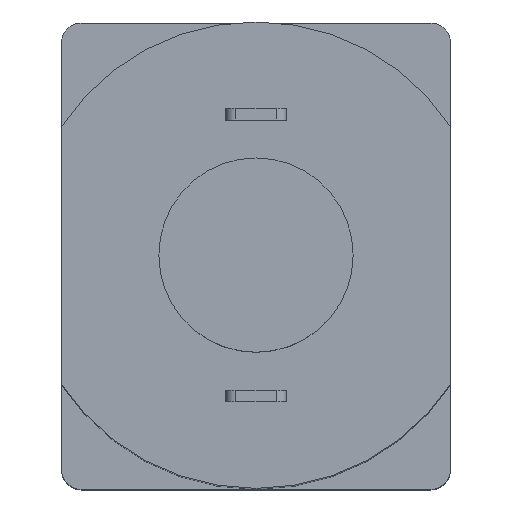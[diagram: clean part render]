
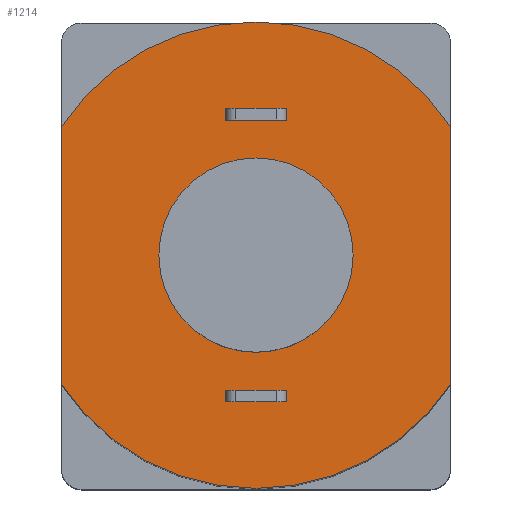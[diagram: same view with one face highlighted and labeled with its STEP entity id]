
A CAD part, top view. The second image highlights one B-rep face of the part: STEP entity #1214.
In plain terms, the highlighted planar face has unit normal (0, 0, 1).
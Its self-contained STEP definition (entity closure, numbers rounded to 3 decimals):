
#47=FACE_BOUND($,#241,.T.);
#48=FACE_BOUND($,#242,.T.);
#49=FACE_BOUND($,#243,.T.);
#50=FACE_BOUND($,#244,.T.);
#86=PLANE($,#1344);
#241=EDGE_LOOP($,(#1040,#1041,#1042,#1043));
#242=EDGE_LOOP($,(#1044,#1045,#1046,#1047));
#243=EDGE_LOOP($,(#1048));
#244=EDGE_LOOP($,(#1049,#1050,#1051,#1052));
#276=LINE($,#1798,#366);
#307=LINE($,#1937,#397);
#311=LINE($,#1948,#401);
#315=LINE($,#1958,#405);
#316=LINE($,#1963,#406);
#324=LINE($,#1987,#414);
#328=LINE($,#1999,#418);
#330=LINE($,#2004,#420);
#331=LINE($,#2007,#421);
#333=LINE($,#2020,#423);
#366=VECTOR($,#1446,6.633);
#397=VECTOR($,#1595,0.3);
#401=VECTOR($,#1605,1.55);
#405=VECTOR($,#1615,0.3);
#406=VECTOR($,#1622,1.55);
#414=VECTOR($,#1644,1.55);
#418=VECTOR($,#1656,1.55);
#420=VECTOR($,#1662,0.3);
#421=VECTOR($,#1667,0.3);
#423=VECTOR($,#1683,6.633);
#483=CIRCLE($,#1337,2.5);
#484=CIRCLE($,#1340,6.);
#485=CIRCLE($,#1343,6.);
#525=VERTEX_POINT($,#1795);
#526=VERTEX_POINT($,#1797);
#566=VERTEX_POINT($,#1934);
#567=VERTEX_POINT($,#1936);
#571=VERTEX_POINT($,#1946);
#574=VERTEX_POINT($,#1956);
#583=VERTEX_POINT($,#1984);
#584=VERTEX_POINT($,#1986);
#587=VERTEX_POINT($,#1996);
#588=VERTEX_POINT($,#1998);
#591=VERTEX_POINT($,#2011);
#592=VERTEX_POINT($,#2015);
#593=VERTEX_POINT($,#2019);
#645=EDGE_CURVE($,#526,#525,#276,.T.);
#705=EDGE_CURVE($,#567,#566,#307,.T.);
#711=EDGE_CURVE($,#566,#571,#311,.T.);
#716=EDGE_CURVE($,#571,#574,#315,.T.);
#718=EDGE_CURVE($,#574,#567,#316,.T.);
#729=EDGE_CURVE($,#584,#583,#324,.T.);
#735=EDGE_CURVE($,#588,#587,#328,.T.);
#738=EDGE_CURVE($,#587,#584,#330,.T.);
#739=EDGE_CURVE($,#583,#588,#331,.T.);
#741=EDGE_CURVE($,#591,#591,#483,.T.);
#742=EDGE_CURVE($,#592,#526,#484,.T.);
#744=EDGE_CURVE($,#593,#592,#333,.T.);
#746=EDGE_CURVE($,#525,#593,#485,.T.);
#1040=ORIENTED_EDGE($,*,*,#716,.T.);
#1041=ORIENTED_EDGE($,*,*,#718,.T.);
#1042=ORIENTED_EDGE($,*,*,#705,.T.);
#1043=ORIENTED_EDGE($,*,*,#711,.T.);
#1044=ORIENTED_EDGE($,*,*,#738,.T.);
#1045=ORIENTED_EDGE($,*,*,#729,.T.);
#1046=ORIENTED_EDGE($,*,*,#739,.T.);
#1047=ORIENTED_EDGE($,*,*,#735,.T.);
#1048=ORIENTED_EDGE($,*,*,#741,.T.);
#1049=ORIENTED_EDGE($,*,*,#645,.T.);
#1050=ORIENTED_EDGE($,*,*,#746,.T.);
#1051=ORIENTED_EDGE($,*,*,#744,.T.);
#1052=ORIENTED_EDGE($,*,*,#742,.T.);
#1214=ADVANCED_FACE($,(#47,#48,#49,#50),#86,.T.);
#1337=AXIS2_PLACEMENT_3D($,#2012,#1672,#1673);
#1340=AXIS2_PLACEMENT_3D($,#2016,#1678,#1679);
#1343=AXIS2_PLACEMENT_3D($,#2023,#1687,#1688);
#1344=AXIS2_PLACEMENT_3D($,#2024,#1689,#1690);
#1446=DIRECTION($,(0.,-1.,0.));
#1595=DIRECTION($,(0.,1.,0.));
#1605=DIRECTION($,(1.,0.,0.));
#1615=DIRECTION($,(0.,-1.,0.));
#1622=DIRECTION($,(-1.,0.,0.));
#1644=DIRECTION($,(-1.,0.,0.));
#1656=DIRECTION($,(1.,0.,0.));
#1662=DIRECTION($,(0.,-1.,0.));
#1667=DIRECTION($,(0.,1.,0.));
#1672=DIRECTION('center_axis',(0.,0.,-1.));
#1673=DIRECTION('ref_axis',(-1.,0.,0.));
#1678=DIRECTION('center_axis',(0.,0.,1.));
#1679=DIRECTION('ref_axis',(1.,0.,0.));
#1683=DIRECTION($,(0.,1.,0.));
#1687=DIRECTION('center_axis',(0.,0.,1.));
#1688=DIRECTION('ref_axis',(1.,0.,0.));
#1689=DIRECTION('center_axis',(0.,0.,1.));
#1690=DIRECTION('ref_axis',(1.,0.,0.));
#1795=CARTESIAN_POINT('',(-5.,-3.317,15.));
#1797=CARTESIAN_POINT('',(-5.,3.317,15.));
#1798=CARTESIAN_POINT($,(-5.,3.317,15.));
#1934=CARTESIAN_POINT('',(-0.775,-3.475,15.));
#1936=CARTESIAN_POINT('',(-0.775,-3.775,15.));
#1937=CARTESIAN_POINT($,(-0.775,-1.888,15.));
#1946=CARTESIAN_POINT('',(0.775,-3.475,15.));
#1948=CARTESIAN_POINT($,(-0.388,-3.475,15.));
#1956=CARTESIAN_POINT('',(0.775,-3.775,15.));
#1958=CARTESIAN_POINT($,(0.775,-1.738,15.));
#1963=CARTESIAN_POINT($,(0.387,-3.775,15.));
#1984=CARTESIAN_POINT('',(-0.775,3.475,15.));
#1986=CARTESIAN_POINT('',(0.775,3.475,15.));
#1987=CARTESIAN_POINT($,(-0.388,3.475,15.));
#1996=CARTESIAN_POINT('',(0.775,3.775,15.));
#1998=CARTESIAN_POINT('',(-0.775,3.775,15.));
#1999=CARTESIAN_POINT($,(0.387,3.775,15.));
#2004=CARTESIAN_POINT($,(0.775,1.738,15.));
#2007=CARTESIAN_POINT($,(-0.775,1.888,15.));
#2011=CARTESIAN_POINT('',(2.5,0.,15.));
#2012=CARTESIAN_POINT('Origin',(0.,0.,15.));
#2015=CARTESIAN_POINT('',(5.,3.317,15.));
#2016=CARTESIAN_POINT('Origin',(0.,0.,15.));
#2019=CARTESIAN_POINT('',(5.,-3.317,15.));
#2020=CARTESIAN_POINT($,(5.,-3.317,15.));
#2023=CARTESIAN_POINT('Origin',(0.,0.,15.));
#2024=CARTESIAN_POINT('Origin',(0.,0.,
15.));
